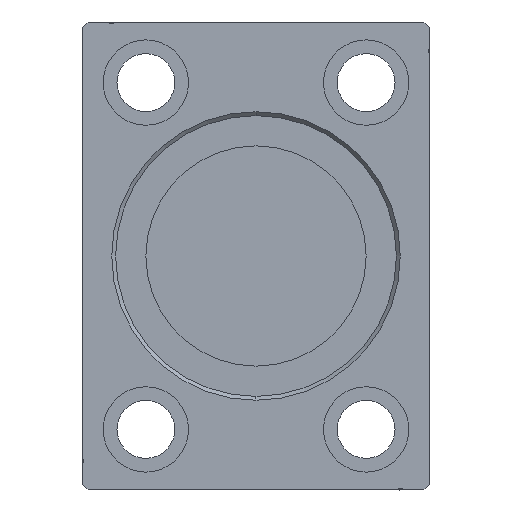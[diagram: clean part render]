
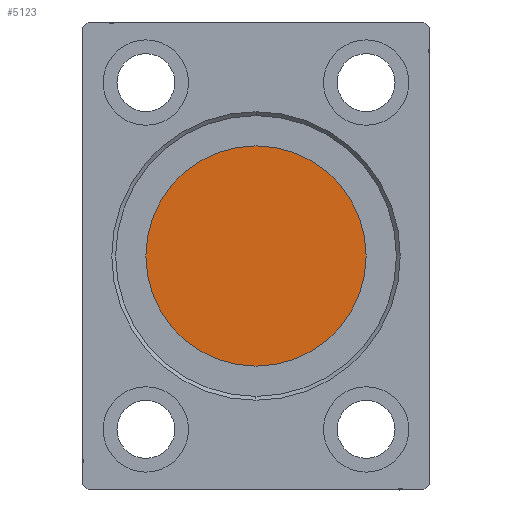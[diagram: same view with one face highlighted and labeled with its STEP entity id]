
A CAD part, left-side view. The second image highlights one B-rep face of the part: STEP entity #5123.
In plain terms, the highlighted planar face has unit normal (-1, 0, 0).
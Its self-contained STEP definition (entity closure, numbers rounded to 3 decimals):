
#976 = DIRECTION ( 'NONE',  ( 0., 0., 1. ) ) ;
#2284 = FACE_OUTER_BOUND ( 'NONE', #32331, .T. ) ;
#2762 = AXIS2_PLACEMENT_3D ( 'NONE', #3997, #30624, #976 ) ;
#3997 = CARTESIAN_POINT ( 'NONE',  ( 185.7, 0., 0. ) ) ;
#4364 = DIRECTION ( 'NONE',  ( -1., 0., 0. ) ) ;
#5123 = ADVANCED_FACE ( 'NONE', ( #2284 ), #11520, .T. ) ;
#7389 = EDGE_CURVE ( 'NONE', #24197, #41905, #37746, .T. ) ;
#11307 = CARTESIAN_POINT ( 'NONE',  ( 185.7, 0., 0. ) ) ;
#11520 = PLANE ( 'NONE',  #25381 ) ;
#12350 = EDGE_CURVE ( 'NONE', #41905, #24197, #24035, .T. ) ;
#14743 = DIRECTION ( 'NONE',  ( -1., 0., 0. ) ) ;
#18615 = ORIENTED_EDGE ( 'NONE', *, *, #12350, .T. ) ;
#24035 = CIRCLE ( 'NONE', #30874, 20. ) ;
#24197 = VERTEX_POINT ( 'NONE', #36366 ) ;
#25381 = AXIS2_PLACEMENT_3D ( 'NONE', #11307, #14743, #37943 ) ;
#30171 = CARTESIAN_POINT ( 'NONE',  ( 185.7, 0., 0. ) ) ;
#30624 = DIRECTION ( 'NONE',  ( -1., 0., 0. ) ) ;
#30874 = AXIS2_PLACEMENT_3D ( 'NONE', #30171, #4364, #37019 ) ;
#32331 = EDGE_LOOP ( 'NONE', ( #18615, #42373 ) ) ;
#33963 = CARTESIAN_POINT ( 'NONE',  ( 185.7, 0., 20. ) ) ;
#36366 = CARTESIAN_POINT ( 'NONE',  ( 185.7, 0., -20. ) ) ;
#37019 = DIRECTION ( 'NONE',  ( 0., 0., 1. ) ) ;
#37746 = CIRCLE ( 'NONE', #2762, 20. ) ;
#37943 = DIRECTION ( 'NONE',  ( 0., 0., 1. ) ) ;
#41905 = VERTEX_POINT ( 'NONE', #33963 ) ;
#42373 = ORIENTED_EDGE ( 'NONE', *, *, #7389, .T. ) ;
